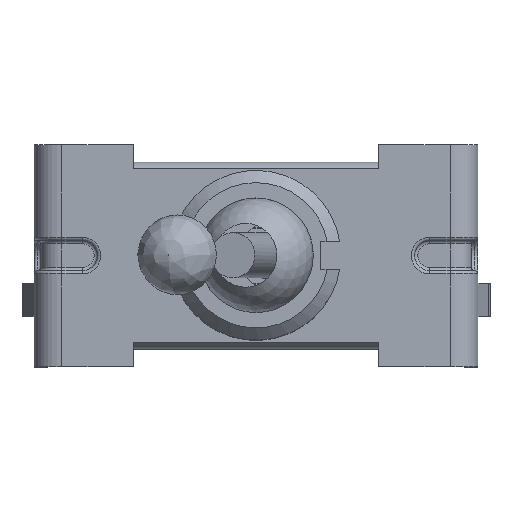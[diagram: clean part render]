
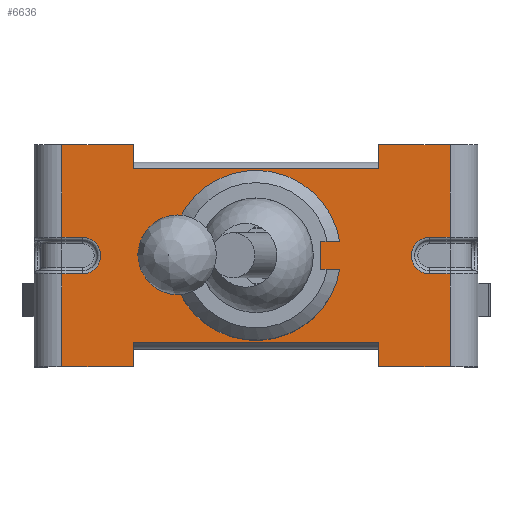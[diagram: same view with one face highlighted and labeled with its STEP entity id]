
A CAD part, top view. The second image highlights one B-rep face of the part: STEP entity #6636.
In plain terms, the highlighted planar face has unit normal (0, 0, 1).
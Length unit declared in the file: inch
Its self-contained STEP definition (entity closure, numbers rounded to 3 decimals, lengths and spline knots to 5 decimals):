
#117=FACE_BOUND('',#1073,.T.);
#316=PLANE('',#7292);
#681=FACE_OUTER_BOUND('',#1072,.T.);
#1072=EDGE_LOOP('',(#5975,#5976,#5977,#5978,#5979,#5980,#5981,#5982,#5983,
#5984,#5985,#5986,#5987,#5988,#5989,#5990,#5991,#5992,#5993,#5994));
#1073=EDGE_LOOP('',(#5995,#5996,#5997,#5998));
#1121=LINE('',#9378,#1794);
#1124=LINE('',#9386,#1797);
#1125=LINE('',#9392,#1798);
#1482=LINE('',#10367,#2155);
#1506=LINE('',#10469,#2179);
#1527=LINE('',#10579,#2200);
#1533=LINE('',#10601,#2206);
#1534=LINE('',#10608,#2207);
#1616=LINE('',#10830,#2289);
#1646=LINE('',#10967,#2319);
#1652=LINE('',#10992,#2325);
#1654=LINE('',#11004,#2327);
#1721=LINE('',#11163,#2394);
#1725=LINE('',#11170,#2398);
#1731=LINE('',#11182,#2404);
#1734=LINE('',#11190,#2407);
#1737=LINE('',#11194,#2410);
#1739=LINE('',#11197,#2412);
#1740=LINE('',#11200,#2413);
#1743=LINE('',#11205,#2416);
#1744=LINE('',#11207,#2417);
#1794=VECTOR('',#7380,0.3937);
#1797=VECTOR('',#7385,0.3937);
#1798=VECTOR('',#7388,0.3937);
#2155=VECTOR('',#8251,0.3937);
#2179=VECTOR('',#8361,0.3937);
#2200=VECTOR('',#8500,0.3937);
#2206=VECTOR('',#8526,0.3937);
#2207=VECTOR('',#8537,0.3937);
#2289=VECTOR('',#8751,0.3937);
#2319=VECTOR('',#8917,0.3937);
#2325=VECTOR('',#8949,0.3937);
#2327=VECTOR('',#8969,0.3937);
#2394=VECTOR('',#9116,0.3937);
#2398=VECTOR('',#9122,0.3937);
#2404=VECTOR('',#9132,0.3937);
#2407=VECTOR('',#9137,0.3937);
#2410=VECTOR('',#9142,0.3937);
#2412=VECTOR('',#9146,0.3937);
#2413=VECTOR('',#9149,0.3937);
#2416=VECTOR('',#9154,0.3937);
#2417=VECTOR('',#9157,0.3937);
#2464=CIRCLE('',#6708,0.12244);
#2589=CIRCLE('',#7079,0.02638);
#2667=CIRCLE('',#7233,0.02638);
#2716=VERTEX_POINT('',#9366);
#2717=VERTEX_POINT('',#9368);
#2720=VERTEX_POINT('',#9375);
#2721=VERTEX_POINT('',#9377);
#3001=VERTEX_POINT('',#10352);
#3008=VERTEX_POINT('',#10365);
#3041=VERTEX_POINT('',#10463);
#3043=VERTEX_POINT('',#10467);
#3072=VERTEX_POINT('',#10576);
#3073=VERTEX_POINT('',#10578);
#3079=VERTEX_POINT('',#10600);
#3080=VERTEX_POINT('',#10604);
#3152=VERTEX_POINT('',#10824);
#3154=VERTEX_POINT('',#10828);
#3192=VERTEX_POINT('',#10964);
#3199=VERTEX_POINT('',#10991);
#3200=VERTEX_POINT('',#10998);
#3252=VERTEX_POINT('',#11161);
#3253=VERTEX_POINT('',#11166);
#3258=VERTEX_POINT('',#11180);
#3261=VERTEX_POINT('',#11187);
#3262=VERTEX_POINT('',#11189);
#3263=VERTEX_POINT('',#11199);
#3264=VERTEX_POINT('',#11203);
#3306=EDGE_CURVE('',#2716,#2717,#2464,.T.);
#3310=EDGE_CURVE('',#2720,#2721,#1121,.T.);
#3314=EDGE_CURVE('',#2721,#2716,#1124,.T.);
#3316=EDGE_CURVE('',#2717,#2720,#1125,.T.);
#3763=EDGE_CURVE('',#3008,#3001,#1482,.T.);
#3813=EDGE_CURVE('',#3041,#3043,#1506,.T.);
#3868=EDGE_CURVE('',#3073,#3072,#1527,.T.);
#3879=EDGE_CURVE('',#3041,#3079,#1533,.T.);
#3881=EDGE_CURVE('',#3079,#3080,#2589,.T.);
#3883=EDGE_CURVE('',#3080,#3072,#1534,.T.);
#3993=EDGE_CURVE('',#3152,#3154,#1616,.T.);
#4062=EDGE_CURVE('',#3008,#3192,#1646,.T.);
#4075=EDGE_CURVE('',#3152,#3199,#1652,.T.);
#4079=EDGE_CURVE('',#3199,#3200,#2667,.T.);
#4082=EDGE_CURVE('',#3200,#3192,#1654,.T.);
#4161=EDGE_CURVE('',#3252,#3154,#1721,.T.);
#4165=EDGE_CURVE('',#3073,#3253,#1725,.T.);
#4171=EDGE_CURVE('',#3258,#3043,#1731,.T.);
#4174=EDGE_CURVE('',#3262,#3261,#1734,.T.);
#4177=EDGE_CURVE('',#3261,#3253,#1737,.T.);
#4179=EDGE_CURVE('',#3252,#3262,#1739,.T.);
#4180=EDGE_CURVE('',#3263,#3001,#1740,.T.);
#4183=EDGE_CURVE('',#3258,#3264,#1743,.T.);
#4184=EDGE_CURVE('',#3264,#3263,#1744,.T.);
#5975=ORIENTED_EDGE('',*,*,#4183,.T.);
#5976=ORIENTED_EDGE('',*,*,#4184,.T.);
#5977=ORIENTED_EDGE('',*,*,#4180,.T.);
#5978=ORIENTED_EDGE('',*,*,#3763,.F.);
#5979=ORIENTED_EDGE('',*,*,#4062,.T.);
#5980=ORIENTED_EDGE('',*,*,#4082,.F.);
#5981=ORIENTED_EDGE('',*,*,#4079,.F.);
#5982=ORIENTED_EDGE('',*,*,#4075,.F.);
#5983=ORIENTED_EDGE('',*,*,#3993,.T.);
#5984=ORIENTED_EDGE('',*,*,#4161,.F.);
#5985=ORIENTED_EDGE('',*,*,#4179,.T.);
#5986=ORIENTED_EDGE('',*,*,#4174,.T.);
#5987=ORIENTED_EDGE('',*,*,#4177,.T.);
#5988=ORIENTED_EDGE('',*,*,#4165,.F.);
#5989=ORIENTED_EDGE('',*,*,#3868,.T.);
#5990=ORIENTED_EDGE('',*,*,#3883,.F.);
#5991=ORIENTED_EDGE('',*,*,#3881,.F.);
#5992=ORIENTED_EDGE('',*,*,#3879,.F.);
#5993=ORIENTED_EDGE('',*,*,#3813,.T.);
#5994=ORIENTED_EDGE('',*,*,#4171,.F.);
#5995=ORIENTED_EDGE('',*,*,#3314,.F.);
#5996=ORIENTED_EDGE('',*,*,#3310,.F.);
#5997=ORIENTED_EDGE('',*,*,#3316,.F.);
#5998=ORIENTED_EDGE('',*,*,#3306,.F.);
#6636=ADVANCED_FACE('',(#681,#117),#316,.T.);
#6708=AXIS2_PLACEMENT_3D('',#9369,#7373,#7374);
#7079=AXIS2_PLACEMENT_3D('',#10605,#8531,#8532);
#7233=AXIS2_PLACEMENT_3D('',#10999,#8959,#8960);
#7292=AXIS2_PLACEMENT_3D('',#11217,#9168,#9169);
#7373=DIRECTION('center_axis',(0.,0.,
1.));
#7374=DIRECTION('ref_axis',(0.986,0.164,0.));
#7380=DIRECTION('',(0.,1.,0.));
#7385=DIRECTION('',(1.,0.,0.));
#7388=DIRECTION('',(-1.,0.,0.));
#8251=DIRECTION('',(1.,0.,0.));
#8361=DIRECTION('',(0.,1.,0.));
#8500=DIRECTION('',(0.,1.,0.));
#8526=DIRECTION('',(-1.,0.,0.));
#8531=DIRECTION('center_axis',(0.,0.,
1.));
#8532=DIRECTION('ref_axis',(-1.,0.,0.));
#8537=DIRECTION('',(1.,0.,0.));
#8751=DIRECTION('',(0.,-1.,0.));
#8917=DIRECTION('',(0.,-1.,0.));
#8949=DIRECTION('',(1.,0.,0.));
#8959=DIRECTION('center_axis',(0.,0.,
1.));
#8960=DIRECTION('ref_axis',(1.,0.,0.));
#8969=DIRECTION('',(-1.,0.,0.));
#9116=DIRECTION('',(-1.,0.,0.));
#9122=DIRECTION('',(-1.,0.,0.));
#9132=DIRECTION('',(1.,0.,0.));
#9137=DIRECTION('',(1.,0.,0.));
#9142=DIRECTION('',(0.,-1.,0.));
#9146=DIRECTION('',(0.,1.,0.));
#9149=DIRECTION('',(0.,1.,0.));
#9154=DIRECTION('',(0.,-1.,0.));
#9157=DIRECTION('',(-1.,0.,0.));
#9168=DIRECTION('center_axis',(0.,0.,
1.));
#9169=DIRECTION('ref_axis',(1.,0.,0.));
#9366=CARTESIAN_POINT('',(0.12078,0.02008,0.37008));
#9368=CARTESIAN_POINT('',(0.12078,-0.02008,0.37008));
#9369=CARTESIAN_POINT('Origin',(0.,0.,
0.37008));
#9375=CARTESIAN_POINT('',(0.09283,-0.02008,0.37008));
#9377=CARTESIAN_POINT('',(0.09283,0.02008,0.37008));
#9378=CARTESIAN_POINT('',(0.09283,-0.02008,0.37008));
#9386=CARTESIAN_POINT('',(0.09283,0.02008,0.37008));
#9392=CARTESIAN_POINT('',(0.12078,-0.02008,0.37008));
#10352=CARTESIAN_POINT('',(-0.17717,0.16004,0.37008));
#10365=CARTESIAN_POINT('',(-0.27992,0.16004,0.37008));
#10367=CARTESIAN_POINT('',(-0.32008,0.16004,0.37008));
#10463=CARTESIAN_POINT('',(0.27992,0.02638,0.37008));
#10467=CARTESIAN_POINT('',(0.27992,0.16004,0.37008));
#10469=CARTESIAN_POINT('',(0.27992,-0.08002,0.37008));
#10576=CARTESIAN_POINT('',(0.27992,-0.02638,0.37008));
#10578=CARTESIAN_POINT('',(0.27992,-0.16004,0.37008));
#10579=CARTESIAN_POINT('',(0.27992,-0.08002,0.37008));
#10600=CARTESIAN_POINT('',(0.25039,0.02638,0.37008));
#10601=CARTESIAN_POINT('',(0.16004,0.02638,0.37008));
#10604=CARTESIAN_POINT('',(0.25039,-0.02638,0.37008));
#10605=CARTESIAN_POINT('Origin',(0.25039,0.,
0.37008));
#10608=CARTESIAN_POINT('',(0.16004,-0.02638,0.37008));
#10824=CARTESIAN_POINT('',(-0.27992,-0.02638,0.37008));
#10828=CARTESIAN_POINT('',(-0.27992,-0.16004,0.37008));
#10830=CARTESIAN_POINT('',(-0.27992,0.08002,0.37008));
#10964=CARTESIAN_POINT('',(-0.27992,0.02638,0.37008));
#10967=CARTESIAN_POINT('',(-0.27992,0.08002,0.37008));
#10991=CARTESIAN_POINT('',(-0.25039,-0.02638,0.37008));
#10992=CARTESIAN_POINT('',(-0.16004,-0.02638,0.37008));
#10998=CARTESIAN_POINT('',(-0.25039,0.02638,0.37008));
#10999=CARTESIAN_POINT('Origin',(-0.25039,0.,
0.37008));
#11004=CARTESIAN_POINT('',(-0.16004,0.02638,0.37008));
#11161=CARTESIAN_POINT('',(-0.17717,-0.16004,0.37008));
#11163=CARTESIAN_POINT('',(0.32008,-0.16004,0.37008));
#11166=CARTESIAN_POINT('',(0.17717,-0.16004,0.37008));
#11170=CARTESIAN_POINT('',(0.32008,-0.16004,0.37008));
#11180=CARTESIAN_POINT('',(0.17717,0.16004,0.37008));
#11182=CARTESIAN_POINT('',(-0.32008,0.16004,0.37008));
#11187=CARTESIAN_POINT('',(0.17717,-0.12539,0.37008));
#11189=CARTESIAN_POINT('',(-0.17717,-0.12539,0.37008));
#11190=CARTESIAN_POINT('',(0.08858,-0.12539,0.37008));
#11194=CARTESIAN_POINT('',(0.17717,-0.08002,0.37008));
#11197=CARTESIAN_POINT('',(-0.17717,-0.0627,0.37008));
#11199=CARTESIAN_POINT('',(-0.17717,0.12539,0.37008));
#11200=CARTESIAN_POINT('',(-0.17717,0.08002,0.37008));
#11203=CARTESIAN_POINT('',(0.17717,0.12539,0.37008));
#11205=CARTESIAN_POINT('',(0.17717,0.0627,0.37008));
#11207=CARTESIAN_POINT('',(-0.08858,0.12539,0.37008));
#11217=CARTESIAN_POINT('Origin',(0.,0.,
0.37008));
